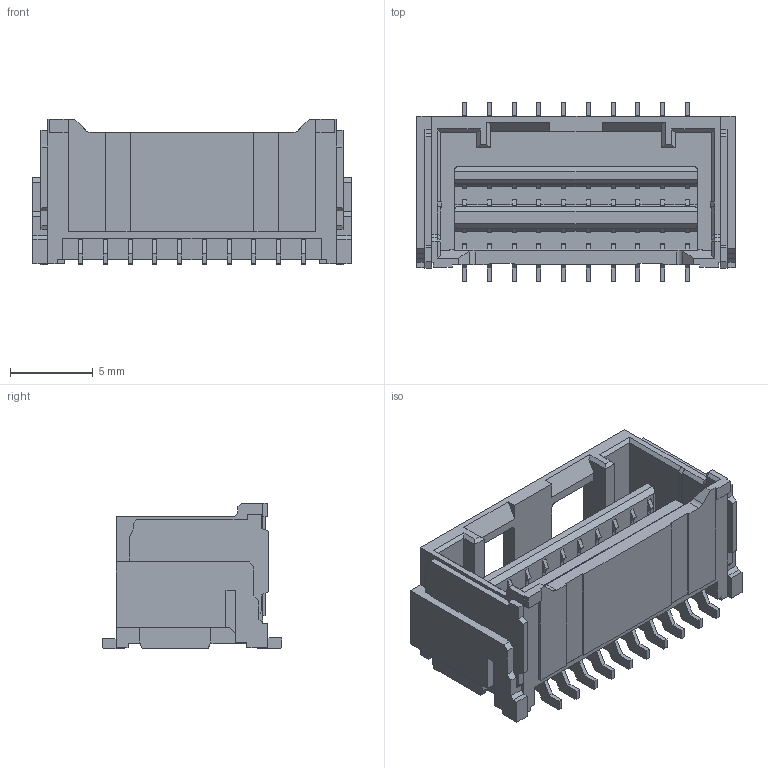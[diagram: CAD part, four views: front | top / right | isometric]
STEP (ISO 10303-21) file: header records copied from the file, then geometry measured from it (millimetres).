
FILE_DESCRIPTION(('STEP AP242'),'1');
FILE_NAME('2132272010.stp','2024-11-05T21:39:20',('TraceParts'),('TraceParts S.A.'),'Spatial InterOp 3D',' ',' ');
FILE_SCHEMA(('AP242_MANAGED_MODEL_BASED_3D_ENGINEERING_MIM_LF {1 0 10303 442 1 1 4}'));
Length unit declared in the file: millimetre
Products named in the file (1): 2132272010_1
Bounding box: 19.3 x 10.85 x 8.8 mm (x, y, z)
Volume: 725.7 mm3; surface area: 1403.9 mm2
Topology: 1 solids, 1 shells, 902 faces, 2756 edges, 1944 vertices
Faces by surface type: plane 776, cylinder 126
Entity records: 30412 total; most frequent: CARTESIAN_POINT 5508, ORIENTED_EDGE 5336, DIRECTION 4788, EDGE_CURVE 2668, LINE 2504, VECTOR 2504, VERTEX_POINT 1768, AXIS2_PLACEMENT_3D 1142
